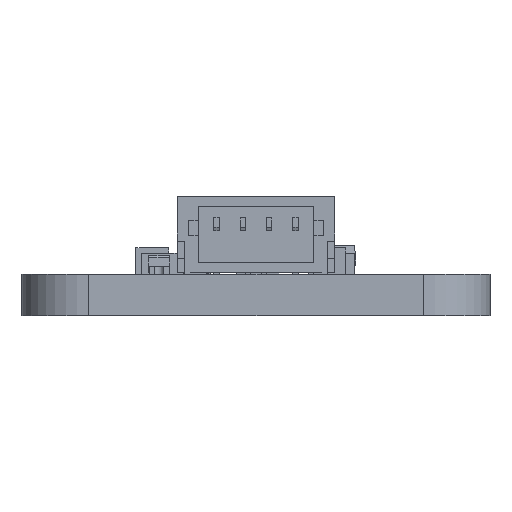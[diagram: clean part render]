
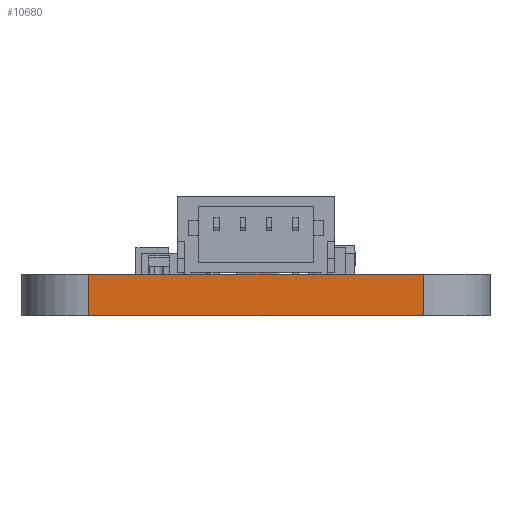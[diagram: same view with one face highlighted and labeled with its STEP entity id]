
A CAD part, left-side view. The second image highlights one B-rep face of the part: STEP entity #10680.
In plain terms, the highlighted planar face has unit normal (-1, 0, 0).
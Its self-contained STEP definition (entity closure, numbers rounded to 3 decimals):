
#177=PLANE('',#11434);
#668=FACE_OUTER_BOUND('',#1258,.T.);
#1258=EDGE_LOOP('',(#7355,#7356,#7357,#7358));
#1849=LINE('',#15191,#3154);
#1876=LINE('',#15279,#3181);
#1877=LINE('',#15282,#3182);
#1878=LINE('',#15283,#3183);
#3154=VECTOR('',#12306,10.);
#3181=VECTOR('',#12399,10.);
#3182=VECTOR('',#12402,10.);
#3183=VECTOR('',#12403,10.);
#4689=VERTEX_POINT('',#15188);
#4690=VERTEX_POINT('',#15190);
#4718=VERTEX_POINT('',#15277);
#4719=VERTEX_POINT('',#15281);
#5710=EDGE_CURVE('',#4689,#4690,#1849,.T.);
#5755=EDGE_CURVE('',#4718,#4690,#1876,.T.);
#5756=EDGE_CURVE('',#4719,#4718,#1877,.T.);
#5757=EDGE_CURVE('',#4719,#4689,#1878,.T.);
#7355=ORIENTED_EDGE('',*,*,#5756,.T.);
#7356=ORIENTED_EDGE('',*,*,#5755,.T.);
#7357=ORIENTED_EDGE('',*,*,#5710,.F.);
#7358=ORIENTED_EDGE('',*,*,#5757,.F.);
#10680=ADVANCED_FACE('',(#668),#177,.T.);
#11434=AXIS2_PLACEMENT_3D('',#15280,#12400,#12401);
#12306=DIRECTION('',(0.,-1.,0.));
#12399=DIRECTION('',(0.,0.,1.));
#12400=DIRECTION('center_axis',(-1.,0.,0.));
#12401=DIRECTION('ref_axis',(0.,-1.,0.));
#12402=DIRECTION('',(0.,-1.,0.));
#12403=DIRECTION('',(0.,0.,1.));
#15188=CARTESIAN_POINT('',(0.,15.24,1.57));
#15190=CARTESIAN_POINT('',(0.,2.54,1.57));
#15191=CARTESIAN_POINT('',(0.,15.24,1.57));
#15277=CARTESIAN_POINT('',(0.,2.54,0.));
#15279=CARTESIAN_POINT('',(0.,2.54,0.));
#15280=CARTESIAN_POINT('Origin',(0.,15.24,0.));
#15281=CARTESIAN_POINT('',(0.,15.24,0.));
#15282=CARTESIAN_POINT('',(0.,15.24,0.));
#15283=CARTESIAN_POINT('',(0.,15.24,0.));
